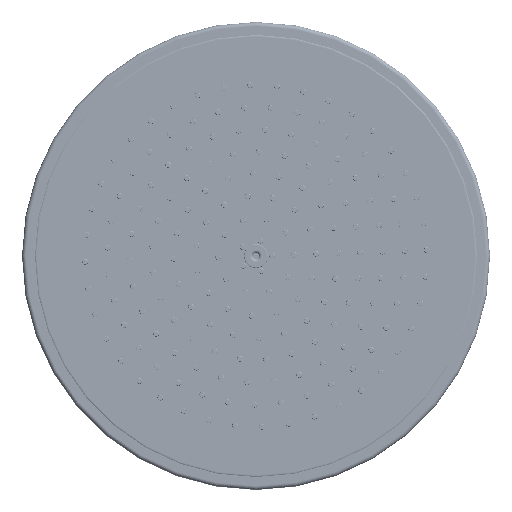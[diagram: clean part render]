
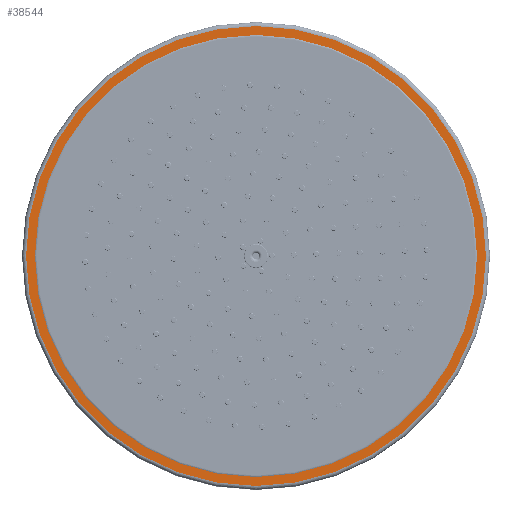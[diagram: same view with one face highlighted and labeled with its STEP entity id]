
A CAD part, front view. The second image highlights one B-rep face of the part: STEP entity #38544.
In plain terms, the highlighted planar face has unit normal (0, -1, 0).
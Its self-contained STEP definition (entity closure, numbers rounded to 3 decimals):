
#1944=CARTESIAN_POINT('',(0.,-0.456,
0.));
#1945=DIRECTION('',(0.,-1.,0.));
#1946=DIRECTION('',(0.341,0.,-0.94));
#1947=AXIS2_PLACEMENT_3D('',#1944,#1945,#1946);
#1954=CARTESIAN_POINT('',(0.,-0.456,0.));
#1955=DIRECTION('',(0.,-1.,0.));
#1956=DIRECTION('',(-1.,0.,0.));
#1957=AXIS2_PLACEMENT_3D('',#1954,#1955,#1956);
#1959=CARTESIAN_POINT('',(0.,-0.456,0.));
#1960=DIRECTION('',(0.,1.,0.));
#1961=DIRECTION('',(-1.,0.,0.));
#1962=AXIS2_PLACEMENT_3D('',#1959,#1960,#1961);
#2362=CARTESIAN_POINT('',(0.,-0.456,
0.));
#2363=DIRECTION('',(0.,-1.,0.));
#2364=DIRECTION('',(-0.341,0.,0.94));
#2365=AXIS2_PLACEMENT_3D('',#2362,#2363,#2364);
#35347=CARTESIAN_POINT('',(-5.675,-0.456,0.));
#35348=VERTEX_POINT('',#35347);
#35353=CARTESIAN_POINT('',(5.675,-0.456,0.));
#35354=VERTEX_POINT('',#35353);
#36463=CARTESIAN_POINT('',(1.863,-0.456,
-5.127));
#36464=CARTESIAN_POINT('',(-1.863,-0.456,
5.128));
#36465=VERTEX_POINT('',#36463);
#36466=VERTEX_POINT('',#36464);
#38528=CARTESIAN_POINT('',(0.,-0.456,0.));
#38529=DIRECTION('',(0.,-1.,0.));
#38530=DIRECTION('',(-1.,0.,0.));
#38531=AXIS2_PLACEMENT_3D('',#38528,#38529,#38530);
#38532=PLANE('',#38531);
#38534=ORIENTED_EDGE('',*,*,#38533,.F.);
#38536=ORIENTED_EDGE('',*,*,#38535,.T.);
#38537=EDGE_LOOP('',(#38534,#38536));
#38538=FACE_OUTER_BOUND('',#38537,.F.);
#38539=ORIENTED_EDGE('',*,*,#38518,.T.);
#38541=ORIENTED_EDGE('',*,*,#38540,.T.);
#38542=EDGE_LOOP('',(#38539,#38541));
#38543=FACE_BOUND('',#38542,.F.);
#38544=ADVANCED_FACE('',(#38538,#38543),#38532,.T.);
#1948=CIRCLE('',#1947,5.455);
#1958=CIRCLE('',#1957,5.675);
#1963=CIRCLE('',#1962,5.675);
#2366=CIRCLE('',#2365,5.455);
#38518=EDGE_CURVE('',#36465,#36466,#1948,.T.);
#38533=EDGE_CURVE('',#35348,#35354,#1958,.T.);
#38535=EDGE_CURVE('',#35348,#35354,#1963,.T.);
#38540=EDGE_CURVE('',#36466,#36465,#2366,.T.);
